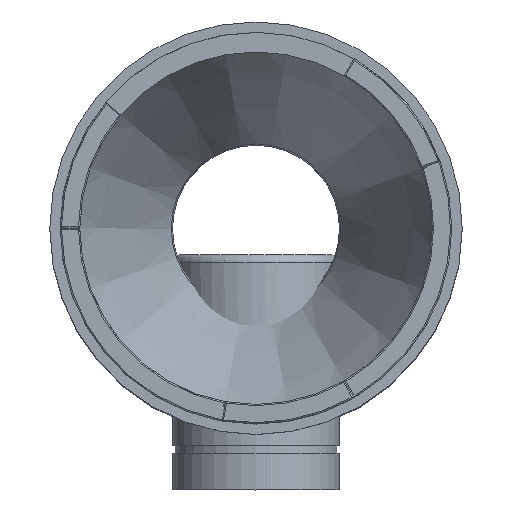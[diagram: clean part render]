
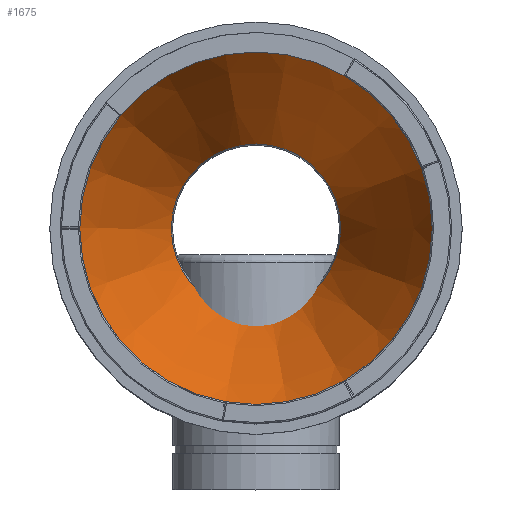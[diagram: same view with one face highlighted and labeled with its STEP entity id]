
A CAD part, top view. The second image highlights one B-rep face of the part: STEP entity #1675.
In plain terms, the highlighted conical face has half-angle 24.489 degrees and reference radius 53.75 mm.
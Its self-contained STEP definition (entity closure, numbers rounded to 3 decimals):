
#28=CONICAL_SURFACE('',#1853,53.75,0.427);
#169=FACE_OUTER_BOUND('',#272,.T.);
#272=EDGE_LOOP('',(#1399,#1400,#1401,#1402));
#378=CIRCLE('',#1848,74.532);
#382=CIRCLE('',#1854,32.45);
#545=LINE('',#3606,#627);
#627=VECTOR('',#2227,53.75);
#767=VERTEX_POINT('',#3594);
#770=VERTEX_POINT('',#3604);
#992=EDGE_CURVE('',#767,#767,#378,.T.);
#997=EDGE_CURVE('',#770,#770,#382,.T.);
#998=EDGE_CURVE('',#770,#767,#545,.T.);
#1399=ORIENTED_EDGE('',*,*,#997,.F.);
#1400=ORIENTED_EDGE('',*,*,#998,.T.);
#1401=ORIENTED_EDGE('',*,*,#992,.F.);
#1402=ORIENTED_EDGE('',*,*,#998,.F.);
#1675=ADVANCED_FACE('',(#169),#28,.F.);
#1848=AXIS2_PLACEMENT_3D('',#3595,#2212,#2213);
#1853=AXIS2_PLACEMENT_3D('',#3603,#2223,#2224);
#1854=AXIS2_PLACEMENT_3D('',#3605,#2225,#2226);
#2212=DIRECTION('center_axis',(0.,0.,-1.));
#2213=DIRECTION('ref_axis',(-1.,0.,0.));
#2223=DIRECTION('center_axis',(0.,0.,1.));
#2224=DIRECTION('ref_axis',(-1.,0.,0.));
#2225=DIRECTION('center_axis',(0.,0.,1.));
#2226=DIRECTION('ref_axis',(1.,0.,0.));
#2227=DIRECTION('',(0.415,0.,0.91));
#3594=CARTESIAN_POINT('',(74.532,0.,188.375));
#3595=CARTESIAN_POINT('Origin',(0.,0.,188.375));
#3603=CARTESIAN_POINT('Origin',(0.,0.,142.75));
#3604=CARTESIAN_POINT('',(32.45,0.,95.987));
#3605=CARTESIAN_POINT('Origin',(0.,0.,95.987));
#3606=CARTESIAN_POINT('',(53.75,0.,142.75));
